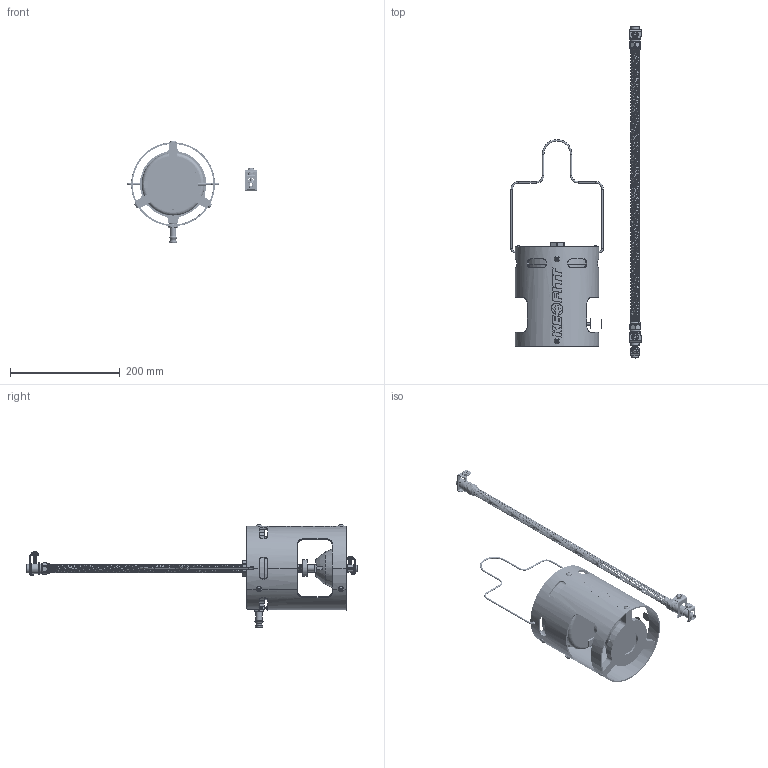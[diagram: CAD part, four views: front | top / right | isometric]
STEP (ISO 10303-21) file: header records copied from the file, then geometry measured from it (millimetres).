
FILE_DESCRIPTION(/* description */ (''),/* implementation_level */ '2;1');
FILE_NAME(/* name */ '550000.stp',/* time_stamp */ '2022-12-12T07:47:37+01:00',/* author */ ('mbs'),/* organization */ (''),/* preprocessor_version */ 'ST-DEVELOPER v18.1',/* originating_system */ 'Autodesk Inventor 2022',/* authorisation */ '');
FILE_SCHEMA (('AUTOMOTIVE_DESIGN { 1 0 10303 214 3 1 1 }'));
Products named in the file (1): 550000
Bounding box: 236.94 x 604 x 187.35 mm (x, y, z)
Volume: 1144036.5 mm3; surface area: 331723.7 mm2
Topology: 7 solids, 17 shells, 1872 faces, 4970 edges, 3261 vertices
Faces by surface type: plane 704, cylinder 501, bspline 451, cone 152, torus 52, sphere 12
Full cylindrical faces by diameter (mm): 2.4 x3, 2.48 x1, 2.5 x3, 3 x3, 3.048 x10, 3.091 x12, 3.251 x15, 3.9 x3, 4.701 x48, 4.826 x1, 4.928 x24, 5 x1, 5.5 x3, 6 x26, 6.35 x8, 6.4 x6, 8 x3, 9 x1, 9.4 x1, 10 x4, 10.2 x4, 10.4 x1, 10.5 x6, 10.922 x1, 11 x1, 11.4 x4, 11.8 x1, 12 x6, 12.192 x1, 12.7 x1
Entity records: 108432 total; most frequent: CARTESIAN_POINT 63455, ORIENTED_EDGE 9950, DIRECTION 7316, EDGE_CURVE 4975, VERTEX_POINT 3269, AXIS2_PLACEMENT_3D 2562, LINE 2192, VECTOR 2192
